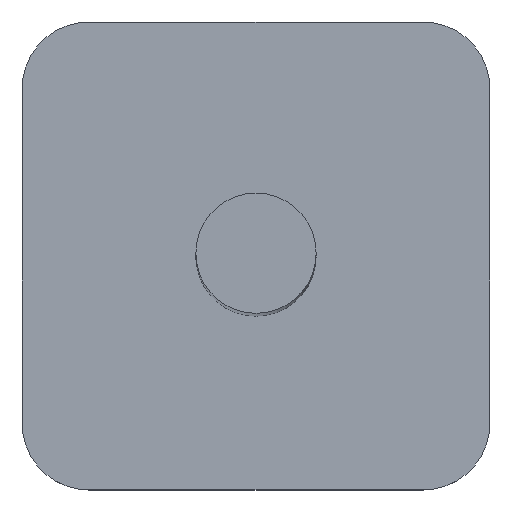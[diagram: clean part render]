
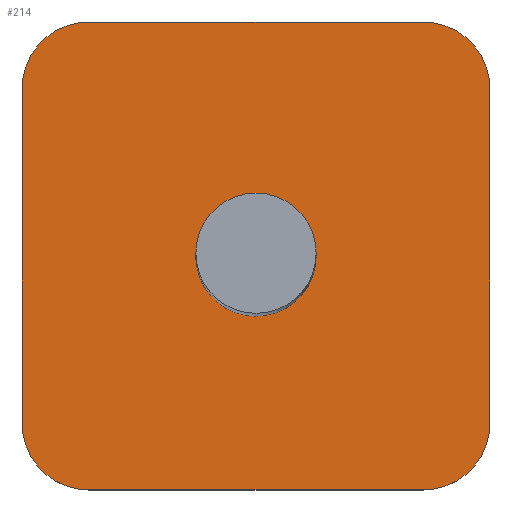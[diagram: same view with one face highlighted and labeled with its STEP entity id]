
A CAD part, top view. The second image highlights one B-rep face of the part: STEP entity #214.
In plain terms, the highlighted planar face has unit normal (0, 0, 1).
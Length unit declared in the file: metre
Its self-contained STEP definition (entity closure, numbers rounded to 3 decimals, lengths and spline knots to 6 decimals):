
#19=CIRCLE('',#242,0.0045);
#20=CIRCLE('',#243,0.005);
#21=CIRCLE('',#244,0.005);
#22=CIRCLE('',#245,0.005);
#23=CIRCLE('',#246,0.005);
#46=ORIENTED_EDGE('',*,*,#102,.F.);
#47=ORIENTED_EDGE('',*,*,#96,.T.);
#48=ORIENTED_EDGE('',*,*,#103,.T.);
#49=ORIENTED_EDGE('',*,*,#98,.F.);
#50=ORIENTED_EDGE('',*,*,#104,.T.);
#51=ORIENTED_EDGE('',*,*,#86,.F.);
#52=ORIENTED_EDGE('',*,*,#105,.T.);
#53=ORIENTED_EDGE('',*,*,#92,.T.);
#54=ORIENTED_EDGE('',*,*,#106,.T.);
#86=EDGE_CURVE('',#114,#115,#134,.T.);
#92=EDGE_CURVE('',#121,#120,#140,.T.);
#96=EDGE_CURVE('',#125,#124,#144,.T.);
#98=EDGE_CURVE('',#126,#127,#146,.T.);
#102=EDGE_CURVE('',#130,#130,#19,.T.);
#103=EDGE_CURVE('',#124,#127,#20,.T.);
#104=EDGE_CURVE('',#126,#115,#21,.T.);
#105=EDGE_CURVE('',#114,#121,#22,.T.);
#106=EDGE_CURVE('',#120,#125,#23,.T.);
#114=VERTEX_POINT('',#333);
#115=VERTEX_POINT('',#334);
#120=VERTEX_POINT('',#345);
#121=VERTEX_POINT('',#347);
#124=VERTEX_POINT('',#354);
#125=VERTEX_POINT('',#356);
#126=VERTEX_POINT('',#360);
#127=VERTEX_POINT('',#361);
#130=VERTEX_POINT('',#369);
#134=LINE('',#332,#150);
#140=LINE('',#346,#156);
#144=LINE('',#355,#160);
#146=LINE('',#359,#162);
#150=VECTOR('',#266,1.);
#156=VECTOR('',#274,1.);
#160=VECTOR('',#280,1.);
#162=VECTOR('',#284,1.);
#170=EDGE_LOOP('',(#46));
#171=EDGE_LOOP('',(#47,#48,#49,#50,#51,#52,#53,#54));
#188=FACE_BOUND('',#170,.T.);
#189=FACE_BOUND('',#171,.T.);
#206=PLANE('',#241);
#214=ADVANCED_FACE('',(#188,#189),#206,.T.);
#241=AXIS2_PLACEMENT_3D('',#367,#288,#289);
#242=AXIS2_PLACEMENT_3D('',#368,#290,#291);
#243=AXIS2_PLACEMENT_3D('',#370,#292,#293);
#244=AXIS2_PLACEMENT_3D('',#371,#294,#295);
#245=AXIS2_PLACEMENT_3D('',#372,#296,#297);
#246=AXIS2_PLACEMENT_3D('',#373,#298,#299);
#266=DIRECTION('',(-1.,0.,0.));
#274=DIRECTION('',(0.,1.,0.));
#280=DIRECTION('',(-1.,0.,0.));
#284=DIRECTION('',(0.,1.,0.));
#288=DIRECTION('',(0.,0.,1.));
#289=DIRECTION('',(1.,0.,0.));
#290=DIRECTION('',(0.,0.,1.));
#291=DIRECTION('',(1.,0.,0.));
#292=DIRECTION('',(0.,0.,1.));
#293=DIRECTION('',(1.,0.,0.));
#294=DIRECTION('',(0.,0.,1.));
#295=DIRECTION('',(1.,0.,0.));
#296=DIRECTION('',(0.,0.,1.));
#297=DIRECTION('',(1.,0.,0.));
#298=DIRECTION('',(0.,0.,1.));
#299=DIRECTION('',(1.,0.,0.));
#332=CARTESIAN_POINT('',(0.,-0.0175,0.0016));
#333=CARTESIAN_POINT('',(0.0125,-0.0175,0.0016));
#334=CARTESIAN_POINT('',(-0.0125,-0.0175,0.0016));
#345=CARTESIAN_POINT('',(0.0175,0.0125,0.0016));
#346=CARTESIAN_POINT('',(0.0175,0.,0.0016));
#347=CARTESIAN_POINT('',(0.0175,-0.0125,0.0016));
#354=CARTESIAN_POINT('',(-0.0125,0.0175,0.0016));
#355=CARTESIAN_POINT('',(0.,0.0175,0.0016));
#356=CARTESIAN_POINT('',(0.0125,0.0175,0.0016));
#359=CARTESIAN_POINT('',(-0.0175,0.,0.0016));
#360=CARTESIAN_POINT('',(-0.0175,-0.0125,0.0016));
#361=CARTESIAN_POINT('',(-0.0175,0.0125,0.0016));
#367=CARTESIAN_POINT('',(0.,0.,0.0016));
#368=CARTESIAN_POINT('',(0.,0.,0.0016));
#369=CARTESIAN_POINT('',(0.0045,0.,0.0016));
#370=CARTESIAN_POINT('',(-0.0125,0.0125,0.0016));
#371=CARTESIAN_POINT('',(-0.0125,-0.0125,0.0016));
#372=CARTESIAN_POINT('',(0.0125,-0.0125,0.0016));
#373=CARTESIAN_POINT('',(0.0125,0.0125,0.0016));
